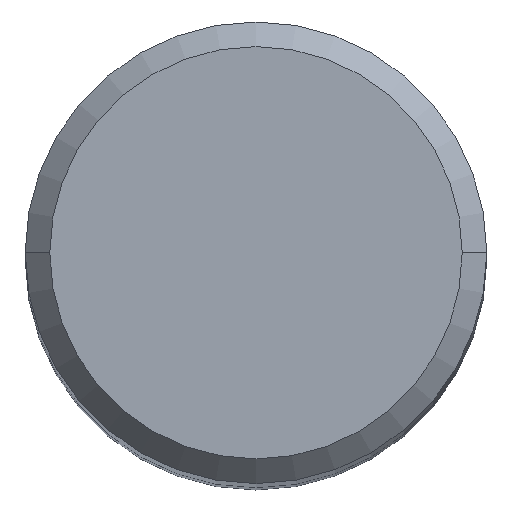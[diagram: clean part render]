
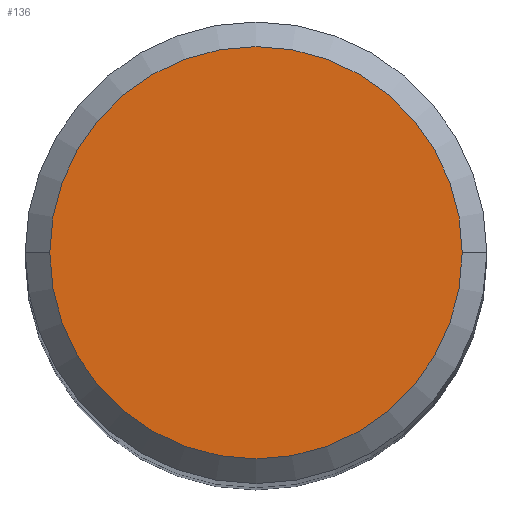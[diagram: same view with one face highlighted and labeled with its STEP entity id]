
A CAD part, top view. The second image highlights one B-rep face of the part: STEP entity #136.
In plain terms, the highlighted planar face has unit normal (0, 0, 1).
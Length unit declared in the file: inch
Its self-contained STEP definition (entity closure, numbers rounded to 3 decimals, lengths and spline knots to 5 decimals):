
#5 = AXIS2_PLACEMENT_3D ( 'NONE', #109, #310, #57 ) ;
#33 = DIRECTION ( 'NONE',  ( -1., 0., 0. ) ) ;
#39 = VERTEX_POINT ( 'NONE', #298 ) ;
#41 = ORIENTED_EDGE ( 'NONE', *, *, #174, .T. ) ;
#57 = DIRECTION ( 'NONE',  ( 1., 0., 0. ) ) ;
#74 = ORIENTED_EDGE ( 'NONE', *, *, #216, .T. ) ;
#109 = CARTESIAN_POINT ( 'NONE',  ( 0., 0., 0. ) ) ;
#115 = PLANE ( 'NONE',  #141 ) ;
#116 = DIRECTION ( 'NONE',  ( 0., 0., -1. ) ) ;
#136 = ADVANCED_FACE ( 'NONE', ( #256 ), #115, .F. ) ;
#141 = AXIS2_PLACEMENT_3D ( 'NONE', #344, #116, #33 ) ;
#174 = EDGE_CURVE ( 'NONE', #234, #39, #243, .T. ) ;
#203 = EDGE_LOOP ( 'NONE', ( #74, #41 ) ) ;
#216 = EDGE_CURVE ( 'NONE', #39, #234, #335, .T. ) ;
#224 = DIRECTION ( 'NONE',  ( 1., 0., 0. ) ) ;
#234 = VERTEX_POINT ( 'NONE', #253 ) ;
#243 = CIRCLE ( 'NONE', #5, 0.1675 ) ;
#253 = CARTESIAN_POINT ( 'NONE',  ( 0.1675, 0., 0. ) ) ;
#254 = CARTESIAN_POINT ( 'NONE',  ( 0., 0., 0. ) ) ;
#256 = FACE_OUTER_BOUND ( 'NONE', #203, .T. ) ;
#298 = CARTESIAN_POINT ( 'NONE',  ( -0.1675, 0., 0. ) ) ;
#307 = DIRECTION ( 'NONE',  ( 0., 0., 1. ) ) ;
#310 = DIRECTION ( 'NONE',  ( 0., 0., 1. ) ) ;
#334 = AXIS2_PLACEMENT_3D ( 'NONE', #254, #307, #224 ) ;
#335 = CIRCLE ( 'NONE', #334, 0.1675 ) ;
#344 = CARTESIAN_POINT ( 'NONE',  ( 0., 0.1675, 0. ) ) ;
